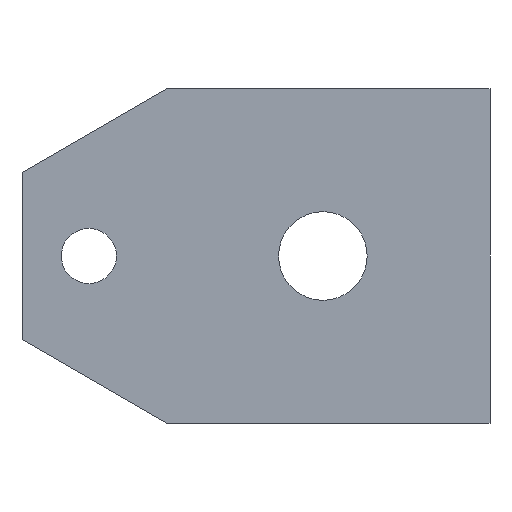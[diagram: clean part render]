
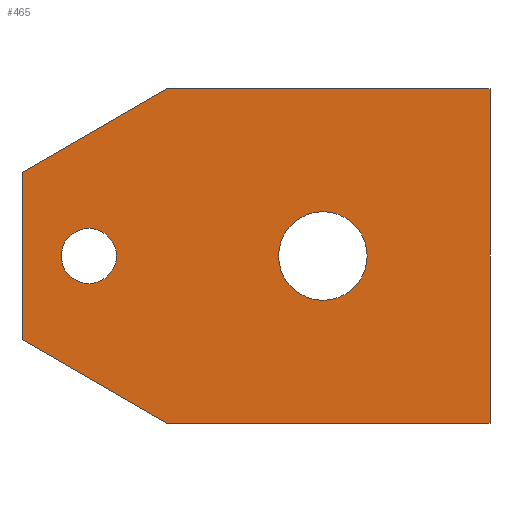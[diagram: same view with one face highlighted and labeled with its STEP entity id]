
A CAD part, front view. The second image highlights one B-rep face of the part: STEP entity #465.
In plain terms, the highlighted planar face has unit normal (0, -1, 0).
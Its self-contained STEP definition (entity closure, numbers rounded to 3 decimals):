
#20 = EDGE_CURVE ( 'NONE', #285, #260, #440, .T. ) ;
#23 = EDGE_CURVE ( 'NONE', #292, #273, #437, .T. ) ;
#31 = VECTOR ( 'NONE', #361, 1000. ) ;
#33 = CIRCLE ( 'NONE', #108, 2.65 ) ;
#41 = LINE ( 'NONE', #366, #79 ) ;
#49 = CIRCLE ( 'NONE', #127, 1.65 ) ;
#65 = FACE_BOUND ( 'NONE', #484, .T. ) ;
#68 = CIRCLE ( 'NONE', #109, 2.65 ) ;
#70 = LINE ( 'NONE', #365, #71 ) ;
#71 = VECTOR ( 'NONE', #352, 1000. ) ;
#72 = LINE ( 'NONE', #328, #31 ) ;
#76 = LINE ( 'NONE', #364, #81 ) ;
#79 = VECTOR ( 'NONE', #350, 1000. ) ;
#81 = VECTOR ( 'NONE', #359, 1000. ) ;
#82 = CIRCLE ( 'NONE', #121, 1.65 ) ;
#88 = FACE_BOUND ( 'NONE', #482, .T. ) ;
#92 = FACE_OUTER_BOUND ( 'NONE', #513, .T. ) ;
#98 = EDGE_CURVE ( 'NONE', #292, #284, #70, .T. ) ;
#101 = EDGE_CURVE ( 'NONE', #279, #285, #72, .T. ) ;
#102 = EDGE_CURVE ( 'NONE', #261, #265, #33, .T. ) ;
#107 = EDGE_CURVE ( 'NONE', #265, #261, #68, .T. ) ;
#108 = AXIS2_PLACEMENT_3D ( 'NONE', #358, #357, #371 ) ;
#109 = AXIS2_PLACEMENT_3D ( 'NONE', #368, #338, #340 ) ;
#116 = EDGE_CURVE ( 'NONE', #267, #259, #82, .T. ) ;
#121 = AXIS2_PLACEMENT_3D ( 'NONE', #349, #362, #348 ) ;
#125 = EDGE_CURVE ( 'NONE', #284, #279, #76, .T. ) ;
#127 = AXIS2_PLACEMENT_3D ( 'NONE', #363, #136, #146 ) ;
#129 = EDGE_CURVE ( 'NONE', #273, #260, #41, .T. ) ;
#130 = EDGE_CURVE ( 'NONE', #259, #267, #49, .T. ) ;
#136 = DIRECTION ( 'NONE',  ( 0., -1., 0. ) ) ;
#139 = CARTESIAN_POINT ( 'NONE',  ( 28., 0., 20. ) ) ;
#144 = CARTESIAN_POINT ( 'NONE',  ( 0., 0., 5. ) ) ;
#146 = DIRECTION ( 'NONE',  ( 0., 0., -1. ) ) ;
#154 = CARTESIAN_POINT ( 'NONE',  ( 28., 0., 0. ) ) ;
#156 = CARTESIAN_POINT ( 'NONE',  ( 8.66, 0., 0. ) ) ;
#171 = CARTESIAN_POINT ( 'NONE',  ( 18., 0., 12.65 ) ) ;
#172 = CARTESIAN_POINT ( 'NONE',  ( 4., 0., 11.65 ) ) ;
#177 = CARTESIAN_POINT ( 'NONE',  ( 18., 0., 7.35 ) ) ;
#180 = CARTESIAN_POINT ( 'NONE',  ( 0., 0., 15. ) ) ;
#184 = CARTESIAN_POINT ( 'NONE',  ( 4., 0., 8.35 ) ) ;
#185 = CARTESIAN_POINT ( 'NONE',  ( 8.66, 0., 20. ) ) ;
#209 = PLANE ( 'NONE',  #558 ) ;
#227 = CARTESIAN_POINT ( 'NONE',  ( 0., 0., 20. ) ) ;
#228 = DIRECTION ( 'NONE',  ( 0., 0., 1. ) ) ;
#235 = DIRECTION ( 'NONE',  ( 0., 1., 0. ) ) ;
#259 = VERTEX_POINT ( 'NONE', #184 ) ;
#260 = VERTEX_POINT ( 'NONE', #154 ) ;
#261 = VERTEX_POINT ( 'NONE', #171 ) ;
#265 = VERTEX_POINT ( 'NONE', #177 ) ;
#267 = VERTEX_POINT ( 'NONE', #172 ) ;
#273 = VERTEX_POINT ( 'NONE', #139 ) ;
#279 = VERTEX_POINT ( 'NONE', #144 ) ;
#284 = VERTEX_POINT ( 'NONE', #180 ) ;
#285 = VERTEX_POINT ( 'NONE', #156 ) ;
#292 = VERTEX_POINT ( 'NONE', #185 ) ;
#301 = DIRECTION ( 'NONE',  ( 1., 0., 0. ) ) ;
#305 = CARTESIAN_POINT ( 'NONE',  ( 0., 0., 0. ) ) ;
#324 = CARTESIAN_POINT ( 'NONE',  ( 0., 0., 20. ) ) ;
#325 = DIRECTION ( 'NONE',  ( 1., 0., 0. ) ) ;
#328 = CARTESIAN_POINT ( 'NONE',  ( 0., 0., 5. ) ) ;
#338 = DIRECTION ( 'NONE',  ( 0., -1., 0. ) ) ;
#340 = DIRECTION ( 'NONE',  ( 0., 0., -1. ) ) ;
#348 = DIRECTION ( 'NONE',  ( 0., 0., -1. ) ) ;
#349 = CARTESIAN_POINT ( 'NONE',  ( 4., 0., 10. ) ) ;
#350 = DIRECTION ( 'NONE',  ( 0., 0., -1. ) ) ;
#352 = DIRECTION ( 'NONE',  ( -0.866, 0., -0.5 ) ) ;
#357 = DIRECTION ( 'NONE',  ( 0., -1., 0. ) ) ;
#358 = CARTESIAN_POINT ( 'NONE',  ( 18., 0., 10. ) ) ;
#359 = DIRECTION ( 'NONE',  ( 0., 0., -1. ) ) ;
#361 = DIRECTION ( 'NONE',  ( 0.866, 0., -0.5 ) ) ;
#362 = DIRECTION ( 'NONE',  ( 0., -1., 0. ) ) ;
#363 = CARTESIAN_POINT ( 'NONE',  ( 4., 0., 10. ) ) ;
#364 = CARTESIAN_POINT ( 'NONE',  ( 0., 0., 20. ) ) ;
#365 = CARTESIAN_POINT ( 'NONE',  ( 8.66, 0., 20. ) ) ;
#366 = CARTESIAN_POINT ( 'NONE',  ( 28., 0., 20. ) ) ;
#368 = CARTESIAN_POINT ( 'NONE',  ( 18., 0., 10. ) ) ;
#371 = DIRECTION ( 'NONE',  ( 0., 0., -1. ) ) ;
#379 = ORIENTED_EDGE ( 'NONE', *, *, #125, .T. ) ;
#437 = LINE ( 'NONE', #324, #447 ) ;
#440 = LINE ( 'NONE', #305, #441 ) ;
#441 = VECTOR ( 'NONE', #301, 1000. ) ;
#447 = VECTOR ( 'NONE', #325, 1000. ) ;
#465 = ADVANCED_FACE ( 'NONE', ( #88, #65, #92 ), #209, .F. ) ;
#474 = ORIENTED_EDGE ( 'NONE', *, *, #107, .F. ) ;
#477 = ORIENTED_EDGE ( 'NONE', *, *, #98, .T. ) ;
#481 = ORIENTED_EDGE ( 'NONE', *, *, #20, .T. ) ;
#482 = EDGE_LOOP ( 'NONE', ( #474, #490 ) ) ;
#484 = EDGE_LOOP ( 'NONE', ( #507, #528 ) ) ;
#490 = ORIENTED_EDGE ( 'NONE', *, *, #102, .F. ) ;
#504 = ORIENTED_EDGE ( 'NONE', *, *, #101, .T. ) ;
#507 = ORIENTED_EDGE ( 'NONE', *, *, #130, .F. ) ;
#513 = EDGE_LOOP ( 'NONE', ( #379, #504, #481, #530, #533, #477 ) ) ;
#528 = ORIENTED_EDGE ( 'NONE', *, *, #116, .F. ) ;
#530 = ORIENTED_EDGE ( 'NONE', *, *, #129, .F. ) ;
#533 = ORIENTED_EDGE ( 'NONE', *, *, #23, .F. ) ;
#558 = AXIS2_PLACEMENT_3D ( 'NONE', #227, #235, #228 ) ;
